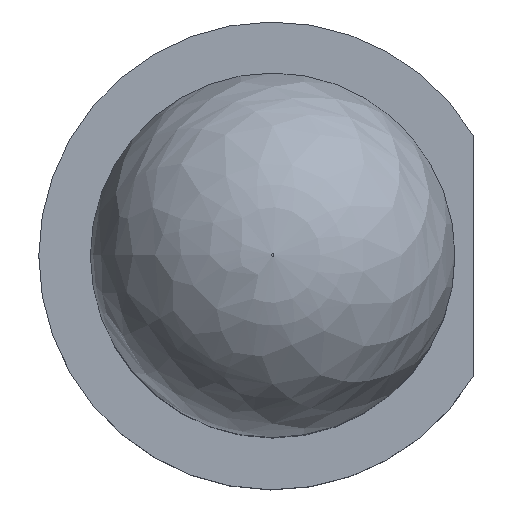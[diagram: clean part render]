
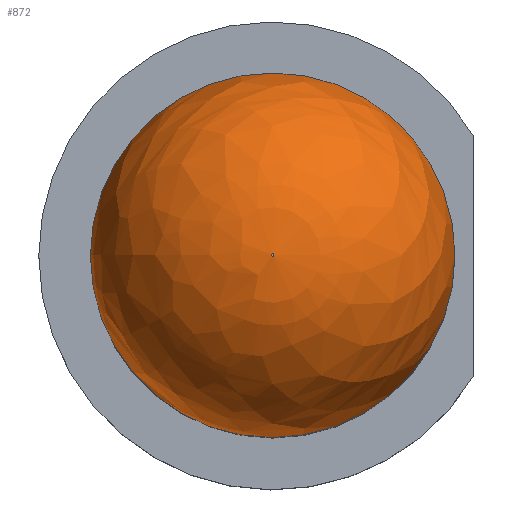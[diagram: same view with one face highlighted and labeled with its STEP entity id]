
A CAD part, top view. The second image highlights one B-rep face of the part: STEP entity #872.
In plain terms, the highlighted free-form (B-spline) face has degree [2, 2] with [5, 9] control points.
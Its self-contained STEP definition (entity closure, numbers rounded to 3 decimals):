
#47=(
BOUNDED_SURFACE()
B_SPLINE_SURFACE(2,2,((#1247,#1248,#1249,#1250,#1251,#1252,#1253,#1254,
#1255),(#1256,#1257,#1258,#1259,#1260,#1261,#1262,#1263,#1264),(#1265,#1266,
#1267,#1268,#1269,#1270,#1271,#1272,#1273),(#1274,#1275,#1276,#1277,#1278,
#1279,#1280,#1281,#1282),(#1283,#1284,#1285,#1286,#1287,#1288,#1289,#1290,
#1291)),.UNSPECIFIED.,.F.,.T.,.F.)
B_SPLINE_SURFACE_WITH_KNOTS((3,2,3),(3,2,2,2,3),(0.,
0.785,1.571),(-3.142,-1.571,
0.,1.571,3.142),.UNSPECIFIED.)
GEOMETRIC_REPRESENTATION_ITEM()
RATIONAL_B_SPLINE_SURFACE(((1.,0.707,1.,0.707,1.,
0.707,1.,0.707,1.),(0.924,0.653,
0.924,0.653,0.924,0.653,
0.924,0.653,0.924),(1.,0.707,
1.,0.707,1.,0.707,1.,0.707,1.),(0.924,
0.653,0.924,0.653,0.924,
0.653,0.924,0.653,0.924),
(1.,0.707,1.,0.707,1.,0.707,1.,0.707,
1.)))
REPRESENTATION_ITEM('')
SURFACE()
);
#56=CIRCLE('',#939,0.01);
#57=CIRCLE('',#940,1.49);
#58=CIRCLE('',#941,1.5);
#71=FACE_OUTER_BOUND('',#119,.T.);
#119=EDGE_LOOP('',(#594,#595,#596,#597));
#385=VERTEX_POINT('',#1292);
#386=VERTEX_POINT('',#1294);
#468=EDGE_CURVE('',#385,#385,#56,.T.);
#469=EDGE_CURVE('',#385,#386,#57,.T.);
#470=EDGE_CURVE('',#386,#386,#58,.T.);
#594=ORIENTED_EDGE('',*,*,#468,.T.);
#595=ORIENTED_EDGE('',*,*,#469,.T.);
#596=ORIENTED_EDGE('',*,*,#470,.T.);
#597=ORIENTED_EDGE('',*,*,#469,.F.);
#872=ADVANCED_FACE('',(#71),#47,.F.);
#939=AXIS2_PLACEMENT_3D('',#1293,#1014,#1015);
#940=AXIS2_PLACEMENT_3D('',#1295,#1016,#1017);
#941=AXIS2_PLACEMENT_3D('',#1296,#1018,#1019);
#1014=DIRECTION('center_axis',(0.,0.,
-1.));
#1015=DIRECTION('ref_axis',(-1.,0.,0.));
#1016=DIRECTION('center_axis',(0.,-1.,0.));
#1017=DIRECTION('ref_axis',(-1.,0.,0.));
#1018=DIRECTION('center_axis',(0.,0.,1.));
#1019=DIRECTION('ref_axis',(1.,0.,0.));
#1247=CARTESIAN_POINT('Ctrl Pts',(-1.5,0.,
3.81));
#1248=CARTESIAN_POINT('Ctrl Pts',(-1.5,-1.5,3.81));
#1249=CARTESIAN_POINT('Ctrl Pts',(0.,-1.5,
3.81));
#1250=CARTESIAN_POINT('Ctrl Pts',(1.5,-1.5,3.81));
#1251=CARTESIAN_POINT('Ctrl Pts',(1.5,0.,
3.81));
#1252=CARTESIAN_POINT('Ctrl Pts',(1.5,1.5,3.81));
#1253=CARTESIAN_POINT('Ctrl Pts',(0.,1.5,
3.81));
#1254=CARTESIAN_POINT('Ctrl Pts',(-1.5,1.5,3.81));
#1255=CARTESIAN_POINT('Ctrl Pts',(-1.5,0.,
3.81));
#1256=CARTESIAN_POINT('Ctrl Pts',(-1.5,0.,
4.427));
#1257=CARTESIAN_POINT('Ctrl Pts',(-1.5,-1.5,4.427));
#1258=CARTESIAN_POINT('Ctrl Pts',(0.,-1.5,
4.427));
#1259=CARTESIAN_POINT('Ctrl Pts',(1.5,-1.5,4.427));
#1260=CARTESIAN_POINT('Ctrl Pts',(1.5,0.,
4.427));
#1261=CARTESIAN_POINT('Ctrl Pts',(1.5,1.5,4.427));
#1262=CARTESIAN_POINT('Ctrl Pts',(0.,1.5,
4.427));
#1263=CARTESIAN_POINT('Ctrl Pts',(-1.5,1.5,4.427));
#1264=CARTESIAN_POINT('Ctrl Pts',(-1.5,0.,
4.427));
#1265=CARTESIAN_POINT('Ctrl Pts',(-1.064,0.,
4.864));
#1266=CARTESIAN_POINT('Ctrl Pts',(-1.064,-1.064,4.864));
#1267=CARTESIAN_POINT('Ctrl Pts',(0.,-1.064,
4.864));
#1268=CARTESIAN_POINT('Ctrl Pts',(1.064,-1.064,4.864));
#1269=CARTESIAN_POINT('Ctrl Pts',(1.064,0.,
4.864));
#1270=CARTESIAN_POINT('Ctrl Pts',(1.064,1.064,4.864));
#1271=CARTESIAN_POINT('Ctrl Pts',(0.,1.064,
4.864));
#1272=CARTESIAN_POINT('Ctrl Pts',(-1.064,1.064,4.864));
#1273=CARTESIAN_POINT('Ctrl Pts',(-1.064,0.,
4.864));
#1274=CARTESIAN_POINT('Ctrl Pts',(-0.627,0.,
5.3));
#1275=CARTESIAN_POINT('Ctrl Pts',(-0.627,-0.627,
5.3));
#1276=CARTESIAN_POINT('Ctrl Pts',(0.,-0.627,
5.3));
#1277=CARTESIAN_POINT('Ctrl Pts',(0.627,-0.627,
5.3));
#1278=CARTESIAN_POINT('Ctrl Pts',(0.627,0.,
5.3));
#1279=CARTESIAN_POINT('Ctrl Pts',(0.627,0.627,5.3));
#1280=CARTESIAN_POINT('Ctrl Pts',(0.,0.627,
5.3));
#1281=CARTESIAN_POINT('Ctrl Pts',(-0.627,0.627,
5.3));
#1282=CARTESIAN_POINT('Ctrl Pts',(-0.627,0.,
5.3));
#1283=CARTESIAN_POINT('Ctrl Pts',(-0.01,0.,
5.3));
#1284=CARTESIAN_POINT('Ctrl Pts',(-0.01,-0.01,
5.3));
#1285=CARTESIAN_POINT('Ctrl Pts',(0.,-0.01,
5.3));
#1286=CARTESIAN_POINT('Ctrl Pts',(0.01,-0.01,
5.3));
#1287=CARTESIAN_POINT('Ctrl Pts',(0.01,0.,
5.3));
#1288=CARTESIAN_POINT('Ctrl Pts',(0.01,0.01,
5.3));
#1289=CARTESIAN_POINT('Ctrl Pts',(0.,0.01,
5.3));
#1290=CARTESIAN_POINT('Ctrl Pts',(-0.01,0.01,
5.3));
#1291=CARTESIAN_POINT('Ctrl Pts',(-0.01,0.,
5.3));
#1292=CARTESIAN_POINT('',(-0.01,0.,5.3));
#1293=CARTESIAN_POINT('Origin',(0.,0.,
5.3));
#1294=CARTESIAN_POINT('',(-1.5,0.,3.81));
#1295=CARTESIAN_POINT('Origin',(-0.01,0.,
3.81));
#1296=CARTESIAN_POINT('Origin',(0.,0.,3.81));
